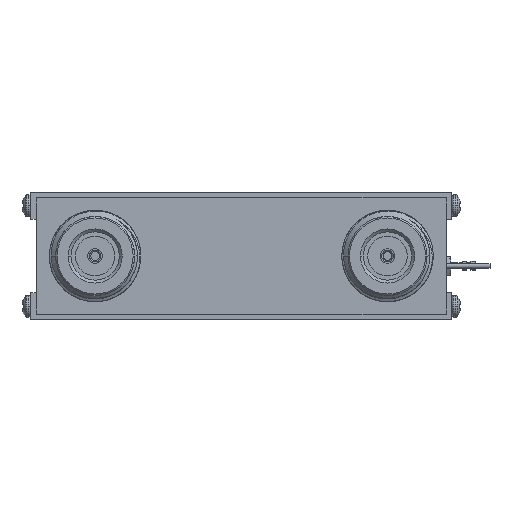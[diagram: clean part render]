
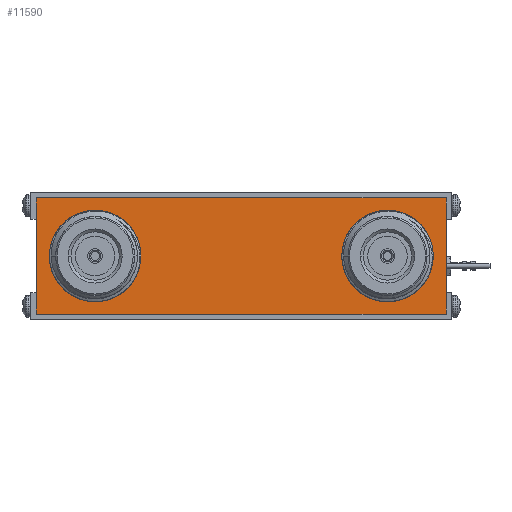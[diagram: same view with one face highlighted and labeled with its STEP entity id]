
A CAD part, front view. The second image highlights one B-rep face of the part: STEP entity #11590.
In plain terms, the highlighted planar face has unit normal (0, -1, 0).
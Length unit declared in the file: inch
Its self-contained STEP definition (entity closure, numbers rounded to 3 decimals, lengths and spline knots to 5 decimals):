
#514 = ORIENTED_EDGE ( 'NONE', *, *, #26965, .F. ) ;
#523 = EDGE_CURVE ( 'NONE', #16151, #32377, #38092, .T. ) ;
#1196 = CARTESIAN_POINT ( 'NONE',  ( -0.73, -0.75, -0.15734 ) ) ;
#1276 = ORIENTED_EDGE ( 'NONE', *, *, #25156, .T. ) ;
#1681 = VECTOR ( 'NONE', #24966, 39.37008 ) ;
#1879 = CARTESIAN_POINT ( 'NONE',  ( 0.73, -0.75, -0.15734 ) ) ;
#1947 = AXIS2_PLACEMENT_3D ( 'NONE', #9078, #24169, #11835 ) ;
#2788 = LINE ( 'NONE', #17285, #9022 ) ;
#2789 = ORIENTED_EDGE ( 'NONE', *, *, #8292, .T. ) ;
#3413 = AXIS2_PLACEMENT_3D ( 'NONE', #26666, #9021, #5530 ) ;
#3869 = LINE ( 'NONE', #21685, #17695 ) ;
#4071 = CIRCLE ( 'NONE', #9042, 0.3125 ) ;
#4084 = ORIENTED_EDGE ( 'NONE', *, *, #523, .T. ) ;
#4108 = DIRECTION ( 'NONE',  ( 0., 0., 1. ) ) ;
#4137 = FACE_OUTER_BOUND ( 'NONE', #8847, .T. ) ;
#4629 = VERTEX_POINT ( 'NONE', #31502 ) ;
#4881 = DIRECTION ( 'NONE',  ( 0., -1., 0. ) ) ;
#4970 = CARTESIAN_POINT ( 'NONE',  ( -0.73, -0.75, 0.15734 ) ) ;
#5438 = VERTEX_POINT ( 'NONE', #26481 ) ;
#5530 = DIRECTION ( 'NONE',  ( 0., 0., 1. ) ) ;
#5966 = LINE ( 'NONE', #23202, #24482 ) ;
#5983 = VECTOR ( 'NONE', #23283, 39.37008 ) ;
#6534 = DIRECTION ( 'NONE',  ( 0., 0., 1. ) ) ;
#7012 = DIRECTION ( 'NONE',  ( 0., 0., 1. ) ) ;
#7929 = CARTESIAN_POINT ( 'NONE',  ( 1.401, -0.75, 0.4375 ) ) ;
#8292 = EDGE_CURVE ( 'NONE', #30809, #8515, #10716, .T. ) ;
#8309 = EDGE_CURVE ( 'NONE', #20117, #4629, #38722, .T. ) ;
#8515 = VERTEX_POINT ( 'NONE', #1196 ) ;
#8847 = EDGE_LOOP ( 'NONE', ( #1276, #18430, #24308, #14207, #37673, #4084, #33898, #15687 ) ) ;
#9021 = DIRECTION ( 'NONE',  ( 0., -1., 0. ) ) ;
#9022 = VECTOR ( 'NONE', #20592, 39.37008 ) ;
#9042 = AXIS2_PLACEMENT_3D ( 'NONE', #25799, #4881, #4108 ) ;
#9078 = CARTESIAN_POINT ( 'NONE',  ( -1., -0.75, 0. ) ) ;
#9443 = CARTESIAN_POINT ( 'NONE',  ( -1.401, -0.75, -0.3975 ) ) ;
#10241 = VERTEX_POINT ( 'NONE', #20623 ) ;
#10393 = DIRECTION ( 'NONE',  ( 1., 0., 0. ) ) ;
#10396 = VECTOR ( 'NONE', #34942, 39.37008 ) ;
#10716 = LINE ( 'NONE', #22655, #13335 ) ;
#10928 = LINE ( 'NONE', #19540, #16549 ) ;
#11262 = VERTEX_POINT ( 'NONE', #1879 ) ;
#11590 = ADVANCED_FACE ( 'NONE', ( #12946, #33706, #4137 ), #30754, .F. ) ;
#11835 = DIRECTION ( 'NONE',  ( 0., 0., 1. ) ) ;
#11929 = EDGE_CURVE ( 'NONE', #20117, #8515, #12889, .T. ) ;
#12567 = EDGE_LOOP ( 'NONE', ( #28718, #34381, #514, #2789 ) ) ;
#12690 = DIRECTION ( 'NONE',  ( 0., -1., 0. ) ) ;
#12752 = DIRECTION ( 'NONE',  ( 0., 0., -1. ) ) ;
#12889 = CIRCLE ( 'NONE', #27271, 0.3125 ) ;
#12946 = FACE_BOUND ( 'NONE', #17135, .T. ) ;
#13335 = VECTOR ( 'NONE', #13660, 39.37008 ) ;
#13660 = DIRECTION ( 'NONE',  ( 0., 0., -1. ) ) ;
#13769 = CARTESIAN_POINT ( 'NONE',  ( -1.441, -0.75, 0.3975 ) ) ;
#13994 = DIRECTION ( 'NONE',  ( 0., 0., -1. ) ) ;
#14207 = ORIENTED_EDGE ( 'NONE', *, *, #18533, .T. ) ;
#14544 = VECTOR ( 'NONE', #19911, 39.37008 ) ;
#14921 = VERTEX_POINT ( 'NONE', #29920 ) ;
#15283 = CARTESIAN_POINT ( 'NONE',  ( -1.401, -0.75, 0.4375 ) ) ;
#15687 = ORIENTED_EDGE ( 'NONE', *, *, #31094, .T. ) ;
#15952 = ORIENTED_EDGE ( 'NONE', *, *, #19197, .F. ) ;
#15970 = ORIENTED_EDGE ( 'NONE', *, *, #25751, .T. ) ;
#16151 = VERTEX_POINT ( 'NONE', #18654 ) ;
#16549 = VECTOR ( 'NONE', #25228, 39.37008 ) ;
#17135 = EDGE_LOOP ( 'NONE', ( #15952, #15970, #25582, #18809 ) ) ;
#17267 = AXIS2_PLACEMENT_3D ( 'NONE', #28198, #21939, #10393 ) ;
#17285 = CARTESIAN_POINT ( 'NONE',  ( 1.401, -0.75, 0.4375 ) ) ;
#17695 = VECTOR ( 'NONE', #27752, 39.37008 ) ;
#17914 = EDGE_CURVE ( 'NONE', #32377, #10241, #34168, .T. ) ;
#18430 = ORIENTED_EDGE ( 'NONE', *, *, #23733, .T. ) ;
#18466 = VERTEX_POINT ( 'NONE', #23344 ) ;
#18533 = EDGE_CURVE ( 'NONE', #14921, #31450, #2788, .T. ) ;
#18623 = LINE ( 'NONE', #15283, #21572 ) ;
#18654 = CARTESIAN_POINT ( 'NONE',  ( 1.401, -0.75, 0.25 ) ) ;
#18809 = ORIENTED_EDGE ( 'NONE', *, *, #20502, .T. ) ;
#19138 = EDGE_CURVE ( 'NONE', #24601, #14921, #10928, .T. ) ;
#19197 = EDGE_CURVE ( 'NONE', #11262, #18466, #4071, .T. ) ;
#19540 = CARTESIAN_POINT ( 'NONE',  ( -1.441, -0.75, -0.3975 ) ) ;
#19911 = DIRECTION ( 'NONE',  ( 0., 0., 1. ) ) ;
#20117 = VERTEX_POINT ( 'NONE', #31901 ) ;
#20502 = EDGE_CURVE ( 'NONE', #33984, #18466, #3869, .T. ) ;
#20592 = DIRECTION ( 'NONE',  ( 0., 0., 1. ) ) ;
#20623 = CARTESIAN_POINT ( 'NONE',  ( -1.401, -0.75, 0.3975 ) ) ;
#21572 = VECTOR ( 'NONE', #12752, 39.37008 ) ;
#21685 = CARTESIAN_POINT ( 'NONE',  ( 1.27, -0.75, 0.4375 ) ) ;
#21939 = DIRECTION ( 'NONE',  ( 0., 1., 0. ) ) ;
#22164 = CIRCLE ( 'NONE', #3413, 0.3125 ) ;
#22171 = CARTESIAN_POINT ( 'NONE',  ( 1.401, -0.75, 0.3975 ) ) ;
#22216 = CARTESIAN_POINT ( 'NONE',  ( 1.401, -0.75, -0.25 ) ) ;
#22655 = CARTESIAN_POINT ( 'NONE',  ( -0.73, -0.75, 0.4375 ) ) ;
#23104 = DIRECTION ( 'NONE',  ( 0., 0., -1. ) ) ;
#23202 = CARTESIAN_POINT ( 'NONE',  ( 1.401, -0.75, 0.25 ) ) ;
#23283 = DIRECTION ( 'NONE',  ( 0., 0., -1. ) ) ;
#23344 = CARTESIAN_POINT ( 'NONE',  ( 1.27, -0.75, -0.15734 ) ) ;
#23494 = LINE ( 'NONE', #38588, #34550 ) ;
#23534 = EDGE_CURVE ( 'NONE', #33984, #32811, #22164, .T. ) ;
#23733 = EDGE_CURVE ( 'NONE', #26873, #24601, #18623, .T. ) ;
#24169 = DIRECTION ( 'NONE',  ( 0., -1., 0. ) ) ;
#24308 = ORIENTED_EDGE ( 'NONE', *, *, #19138, .T. ) ;
#24482 = VECTOR ( 'NONE', #13994, 39.37008 ) ;
#24601 = VERTEX_POINT ( 'NONE', #9443 ) ;
#24966 = DIRECTION ( 'NONE',  ( -1., 0., 0. ) ) ;
#25156 = EDGE_CURVE ( 'NONE', #5438, #26873, #34857, .T. ) ;
#25228 = DIRECTION ( 'NONE',  ( 1., 0., 0. ) ) ;
#25582 = ORIENTED_EDGE ( 'NONE', *, *, #23534, .F. ) ;
#25751 = EDGE_CURVE ( 'NONE', #11262, #32811, #33363, .T. ) ;
#25799 = CARTESIAN_POINT ( 'NONE',  ( 1., -0.75, 0. ) ) ;
#26481 = CARTESIAN_POINT ( 'NONE',  ( -1.401, -0.75, 0.25 ) ) ;
#26536 = CARTESIAN_POINT ( 'NONE',  ( 1.27, -0.75, 0.15734 ) ) ;
#26666 = CARTESIAN_POINT ( 'NONE',  ( 1., -0.75, 0. ) ) ;
#26873 = VERTEX_POINT ( 'NONE', #29074 ) ;
#26965 = EDGE_CURVE ( 'NONE', #30809, #4629, #36987, .T. ) ;
#27271 = AXIS2_PLACEMENT_3D ( 'NONE', #31288, #12690, #7012 ) ;
#27674 = CARTESIAN_POINT ( 'NONE',  ( 0.73, -0.75, 0.4375 ) ) ;
#27752 = DIRECTION ( 'NONE',  ( 0., 0., -1. ) ) ;
#28198 = CARTESIAN_POINT ( 'NONE',  ( -1.441, -0.75, 0.4375 ) ) ;
#28718 = ORIENTED_EDGE ( 'NONE', *, *, #11929, .F. ) ;
#29074 = CARTESIAN_POINT ( 'NONE',  ( -1.401, -0.75, -0.25 ) ) ;
#29419 = EDGE_CURVE ( 'NONE', #16151, #31450, #5966, .T. ) ;
#29920 = CARTESIAN_POINT ( 'NONE',  ( 1.401, -0.75, -0.3975 ) ) ;
#30754 = PLANE ( 'NONE',  #17267 ) ;
#30809 = VERTEX_POINT ( 'NONE', #4970 ) ;
#31094 = EDGE_CURVE ( 'NONE', #10241, #5438, #23494, .T. ) ;
#31288 = CARTESIAN_POINT ( 'NONE',  ( -1., -0.75, 0. ) ) ;
#31450 = VERTEX_POINT ( 'NONE', #22216 ) ;
#31502 = CARTESIAN_POINT ( 'NONE',  ( -1.27, -0.75, 0.15734 ) ) ;
#31565 = VECTOR ( 'NONE', #6534, 39.37008 ) ;
#31901 = CARTESIAN_POINT ( 'NONE',  ( -1.27, -0.75, -0.15734 ) ) ;
#32377 = VERTEX_POINT ( 'NONE', #22171 ) ;
#32637 = CARTESIAN_POINT ( 'NONE',  ( -1.27, -0.75, 0.4375 ) ) ;
#32811 = VERTEX_POINT ( 'NONE', #36111 ) ;
#33363 = LINE ( 'NONE', #27674, #31565 ) ;
#33706 = FACE_BOUND ( 'NONE', #12567, .T. ) ;
#33898 = ORIENTED_EDGE ( 'NONE', *, *, #17914, .T. ) ;
#33984 = VERTEX_POINT ( 'NONE', #26536 ) ;
#34168 = LINE ( 'NONE', #13769, #1681 ) ;
#34381 = ORIENTED_EDGE ( 'NONE', *, *, #8309, .T. ) ;
#34472 = CARTESIAN_POINT ( 'NONE',  ( -1.401, -0.75, 0.25 ) ) ;
#34550 = VECTOR ( 'NONE', #23104, 39.37008 ) ;
#34857 = LINE ( 'NONE', #34472, #5983 ) ;
#34942 = DIRECTION ( 'NONE',  ( 0., 0., 1. ) ) ;
#36111 = CARTESIAN_POINT ( 'NONE',  ( 0.73, -0.75, 0.15734 ) ) ;
#36987 = CIRCLE ( 'NONE', #1947, 0.3125 ) ;
#37673 = ORIENTED_EDGE ( 'NONE', *, *, #29419, .F. ) ;
#38092 = LINE ( 'NONE', #7929, #10396 ) ;
#38588 = CARTESIAN_POINT ( 'NONE',  ( -1.401, -0.75, 0.4375 ) ) ;
#38722 = LINE ( 'NONE', #32637, #14544 ) ;
